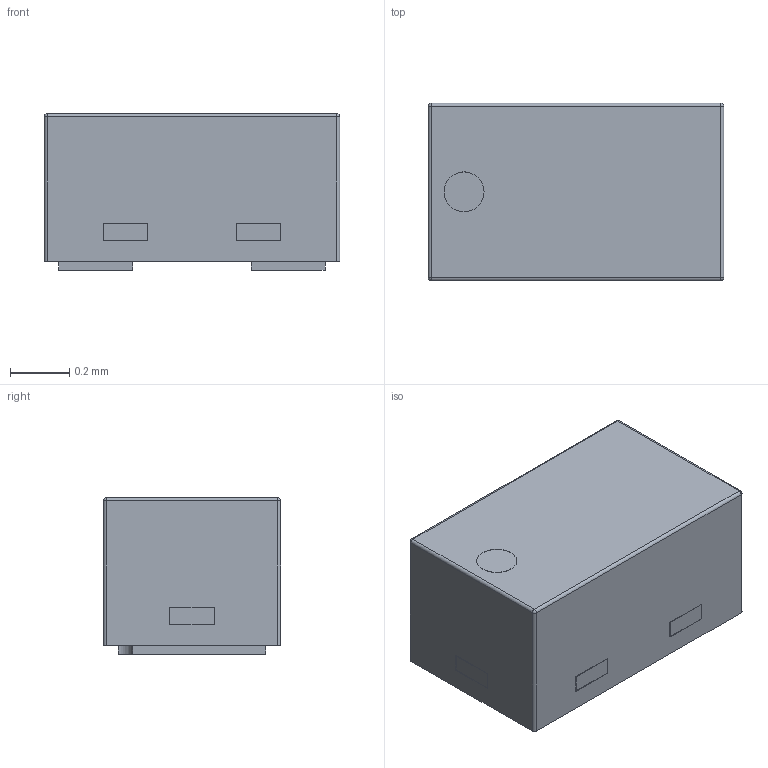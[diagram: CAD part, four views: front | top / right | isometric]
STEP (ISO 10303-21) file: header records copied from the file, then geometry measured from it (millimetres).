
FILE_DESCRIPTION (( 'STEP AP214' ), '1' );
FILE_NAME ('DFN100X60X53-2_Diodes_Inc_ X1-DFN1006-2.STEP', '2021-02-23T06:51:32', ( '' ), ( '' ), 'SwSTEP 2.0', 'SolidWorks 2020', '' );
FILE_SCHEMA (( 'AUTOMOTIVE_DESIGN' ));
Length unit declared in the file: millimetre
Products named in the file (1): DFN100X60X53-2_Diodes_Inc_ X1-DFN1006-2
Bounding box: 1 x 0.6 x 0.53 mm (x, y, z)
Volume: 0.3 mm3; surface area: 2.9 mm2
Topology: 1 solids, 1 shells, 62 faces, 145 edges, 90 vertices
Faces by surface type: plane 47, cylinder 9, sphere 4, cone 2
Entity records: 2097 total; most frequent: CARTESIAN_POINT 294, DIRECTION 289, ORIENTED_EDGE 282, EDGE_CURVE 141, VECTOR 119, LINE 119, VERTEX_POINT 90, AXIS2_PLACEMENT_3D 85
